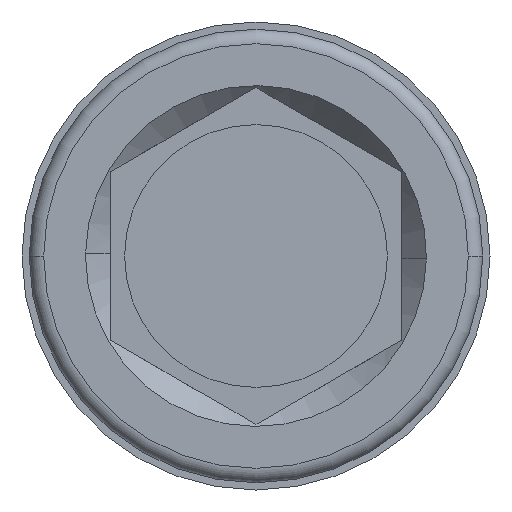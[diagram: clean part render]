
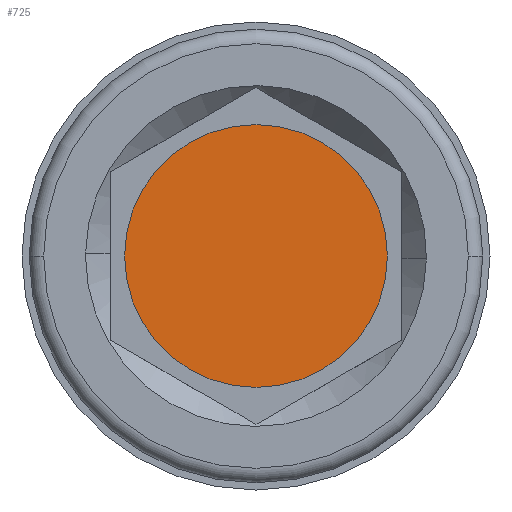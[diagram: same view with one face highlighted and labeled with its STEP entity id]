
A CAD part, left-side view. The second image highlights one B-rep face of the part: STEP entity #725.
In plain terms, the highlighted planar face has unit normal (-1, 0, 0).
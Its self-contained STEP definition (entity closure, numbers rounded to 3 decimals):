
#58=PLANE('',#1475);
#185=FACE_OUTER_BOUND('',#279,.F.);
#279=EDGE_LOOP('',(#639,#640));
#639=ORIENTED_EDGE('',*,*,#982,.F.);
#640=ORIENTED_EDGE('',*,*,#981,.F.);
#725=ADVANCED_FACE('',(#185),#58,.T.);
#889=CIRCLE('',#1306,4.55);
#890=CIRCLE('',#1307,4.55);
#981=EDGE_CURVE('',#1272,#1271,#889,.T.);
#982=EDGE_CURVE('',#1271,#1272,#890,.T.);
#1271=VERTEX_POINT('',#1999);
#1272=VERTEX_POINT('',#2000);
#1306=AXIS2_PLACEMENT_3D('',#2005,#1487,#1488);
#1307=AXIS2_PLACEMENT_3D('',#2006,#1489,#1490);
#1475=AXIS2_PLACEMENT_3D('',#2639,#1879,#1880);
#1487=DIRECTION('',(-1.,0.,0.));
#1488=DIRECTION('',(0.,1.,0.));
#1489=DIRECTION('',(-1.,0.,0.));
#1490=DIRECTION('',(0.,-1.,0.));
#1879=DIRECTION('',(-1.,0.,0.));
#1880=DIRECTION('',(0.,-1.,0.));
#1999=CARTESIAN_POINT('',(27.25,-4.55,0.));
#2000=CARTESIAN_POINT('',(27.25,4.55,0.));
#2005=CARTESIAN_POINT('',(27.25,0.,0.));
#2006=CARTESIAN_POINT('',(27.25,0.,0.));
#2639=CARTESIAN_POINT('',(27.25,5.005,-5.005));
